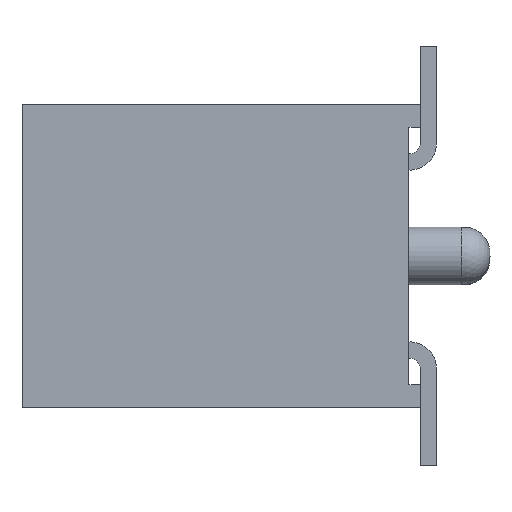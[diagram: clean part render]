
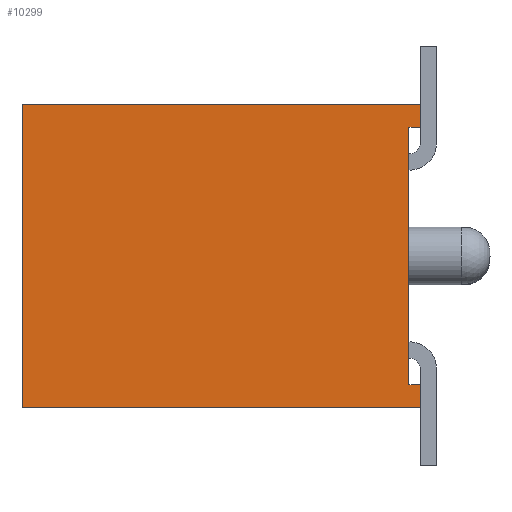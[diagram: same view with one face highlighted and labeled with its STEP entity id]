
A CAD part, left-side view. The second image highlights one B-rep face of the part: STEP entity #10299.
In plain terms, the highlighted planar face has unit normal (-1, 0, 0).
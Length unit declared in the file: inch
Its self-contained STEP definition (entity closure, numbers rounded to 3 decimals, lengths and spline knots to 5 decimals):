
#2514=ORIENTED_EDGE('',*,*,#4238,.T.);
#2515=ORIENTED_EDGE('',*,*,#4239,.T.);
#2516=ORIENTED_EDGE('',*,*,#4240,.F.);
#2517=ORIENTED_EDGE('',*,*,#4241,.F.);
#2518=ORIENTED_EDGE('',*,*,#4242,.T.);
#2519=ORIENTED_EDGE('',*,*,#4243,.T.);
#2520=ORIENTED_EDGE('',*,*,#4244,.T.);
#2521=ORIENTED_EDGE('',*,*,#4245,.T.);
#4238=EDGE_CURVE('',#5271,#5272,#6522,.T.);
#4239=EDGE_CURVE('',#5272,#5273,#6523,.T.);
#4240=EDGE_CURVE('',#5274,#5273,#6524,.T.);
#4241=EDGE_CURVE('',#5275,#5274,#6525,.T.);
#4242=EDGE_CURVE('',#5275,#5276,#6526,.T.);
#4243=EDGE_CURVE('',#5276,#5277,#6527,.T.);
#4244=EDGE_CURVE('',#5277,#5278,#6528,.T.);
#4245=EDGE_CURVE('',#5278,#5271,#6529,.T.);
#5271=VERTEX_POINT('',#16024);
#5272=VERTEX_POINT('',#16025);
#5273=VERTEX_POINT('',#16027);
#5274=VERTEX_POINT('',#16029);
#5275=VERTEX_POINT('',#16031);
#5276=VERTEX_POINT('',#16033);
#5277=VERTEX_POINT('',#16035);
#5278=VERTEX_POINT('',#16037);
#6522=LINE('',#16023,#7838);
#6523=LINE('',#16026,#7839);
#6524=LINE('',#16028,#7840);
#6525=LINE('',#16030,#7841);
#6526=LINE('',#16032,#7842);
#6527=LINE('',#16034,#7843);
#6528=LINE('',#16036,#7844);
#6529=LINE('',#16038,#7845);
#7838=VECTOR('',#13173,39.37008);
#7839=VECTOR('',#13174,39.37008);
#7840=VECTOR('',#13175,39.37008);
#7841=VECTOR('',#13176,39.37008);
#7842=VECTOR('',#13177,39.37008);
#7843=VECTOR('',#13178,39.37008);
#7844=VECTOR('',#13179,39.37008);
#7845=VECTOR('',#13180,39.37008);
#8584=EDGE_LOOP('',(#2514,#2515,#2516,#2517,#2518,#2519,#2520,#2521));
#9242=FACE_BOUND('',#8584,.T.);
#9784=PLANE('',#10952);
#10299=ADVANCED_FACE('',(#9242),#9784,.F.);
#10952=AXIS2_PLACEMENT_3D('',#16022,#13171,#13172);
#13171=DIRECTION('',(1.,0.,0.));
#13172=DIRECTION('',(0.,0.,-1.));
#13173=DIRECTION('',(0.,-1.,0.));
#13174=DIRECTION('',(0.,0.,1.));
#13175=DIRECTION('',(0.,-1.,0.));
#13176=DIRECTION('',(0.,0.,1.));
#13177=DIRECTION('',(0.,-1.,0.));
#13178=DIRECTION('',(0.,0.,1.));
#13179=DIRECTION('',(0.,1.,0.));
#13180=DIRECTION('',(0.,0.,1.));
#16022=CARTESIAN_POINT('',(-0.25225,0.172,-0.0655));
#16023=CARTESIAN_POINT('',(-0.25225,0.005,0.0555));
#16024=CARTESIAN_POINT('',(-0.25225,0.005,0.0555));
#16025=CARTESIAN_POINT('',(-0.25225,0.,0.0555));
#16026=CARTESIAN_POINT('',(-0.25225,0.,-0.0655));
#16027=CARTESIAN_POINT('',(-0.25225,0.,0.0655));
#16028=CARTESIAN_POINT('',(-0.25225,0.172,0.0655));
#16029=CARTESIAN_POINT('',(-0.25225,0.172,0.0655));
#16030=CARTESIAN_POINT('',(-0.25225,0.172,-0.0655));
#16031=CARTESIAN_POINT('',(-0.25225,0.172,-0.0655));
#16032=CARTESIAN_POINT('',(-0.25225,0.172,-0.0655));
#16033=CARTESIAN_POINT('',(-0.25225,0.,-0.0655));
#16034=CARTESIAN_POINT('',(-0.25225,0.,-0.0655));
#16035=CARTESIAN_POINT('',(-0.25225,0.,-0.0555));
#16036=CARTESIAN_POINT('',(-0.25225,0.,-0.0555));
#16037=CARTESIAN_POINT('',(-0.25225,0.005,-0.0555));
#16038=CARTESIAN_POINT('',(-0.25225,0.005,-0.0555));
